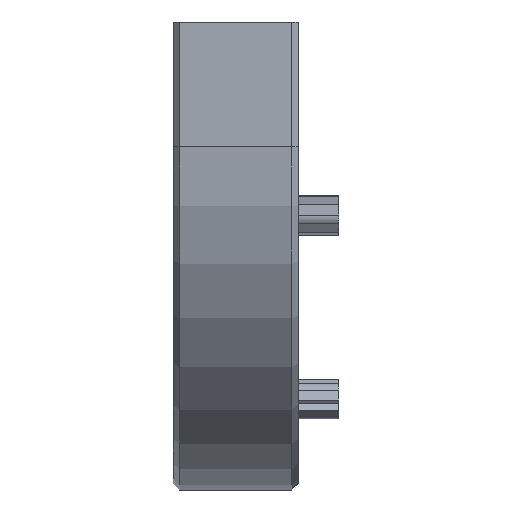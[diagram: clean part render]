
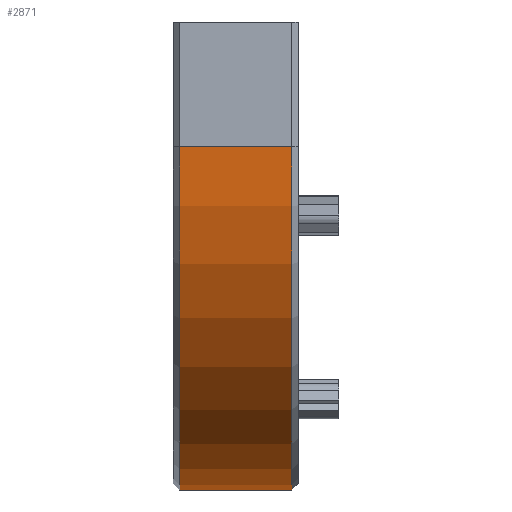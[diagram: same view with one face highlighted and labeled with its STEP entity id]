
A CAD part, left-side view. The second image highlights one B-rep face of the part: STEP entity #2871.
In plain terms, the highlighted cylindrical face has radius 27.5 mm (diameter 55 mm), a partial arc.
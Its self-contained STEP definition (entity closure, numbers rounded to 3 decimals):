
#27=CYLINDRICAL_SURFACE('',#3030,27.5);
#153=LINE('',#4132,#365);
#154=LINE('',#4133,#366);
#365=VECTOR('',#3333,1000.);
#366=VECTOR('',#3334,1000.);
#663=ORIENTED_EDGE('',*,*,#1279,.T.);
#664=ORIENTED_EDGE('',*,*,#1280,.F.);
#665=ORIENTED_EDGE('',*,*,#1275,.F.);
#666=ORIENTED_EDGE('',*,*,#1281,.T.);
#1275=EDGE_CURVE('',#1573,#1574,#1699,.T.);
#1279=EDGE_CURVE('',#1577,#1578,#1701,.T.);
#1280=EDGE_CURVE('',#1574,#1578,#153,.T.);
#1281=EDGE_CURVE('',#1573,#1577,#154,.T.);
#1573=VERTEX_POINT('',#4121);
#1574=VERTEX_POINT('',#4122);
#1577=VERTEX_POINT('',#4130);
#1578=VERTEX_POINT('',#4131);
#1699=CIRCLE('',#3028,27.5);
#1701=CIRCLE('',#3031,27.5);
#1752=EDGE_LOOP('',(#663,#664,#665,#666));
#1878=FACE_BOUND('',#1752,.T.);
#2871=ADVANCED_FACE('',(#1878),#27,.T.);
#3028=AXIS2_PLACEMENT_3D('',#4120,#3323,#3324);
#3030=AXIS2_PLACEMENT_3D('',#4128,#3329,#3330);
#3031=AXIS2_PLACEMENT_3D('',#4129,#3331,#3332);
#3323=DIRECTION('',(0.,1.,0.));
#3324=DIRECTION('',(0.,0.,1.));
#3329=DIRECTION('',(0.,1.,0.));
#3330=DIRECTION('',(0.,0.,1.));
#3331=DIRECTION('',(0.,1.,0.));
#3332=DIRECTION('',(0.,0.,1.));
#3333=DIRECTION('',(0.,-1.,0.));
#3334=DIRECTION('',(0.,-1.,0.));
#4120=CARTESIAN_POINT('',(0.,9.5,0.));
#4121=CARTESIAN_POINT('',(0.,9.5,-27.5));
#4122=CARTESIAN_POINT('',(-27.5,9.5,0.));
#4128=CARTESIAN_POINT('',(0.,10.,0.));
#4129=CARTESIAN_POINT('',(0.,0.5,0.));
#4130=CARTESIAN_POINT('',(0.,0.5,-27.5));
#4131=CARTESIAN_POINT('',(-27.5,0.5,0.));
#4132=CARTESIAN_POINT('',(-27.5,9.5,0.));
#4133=CARTESIAN_POINT('',(0.,9.5,-27.5));
